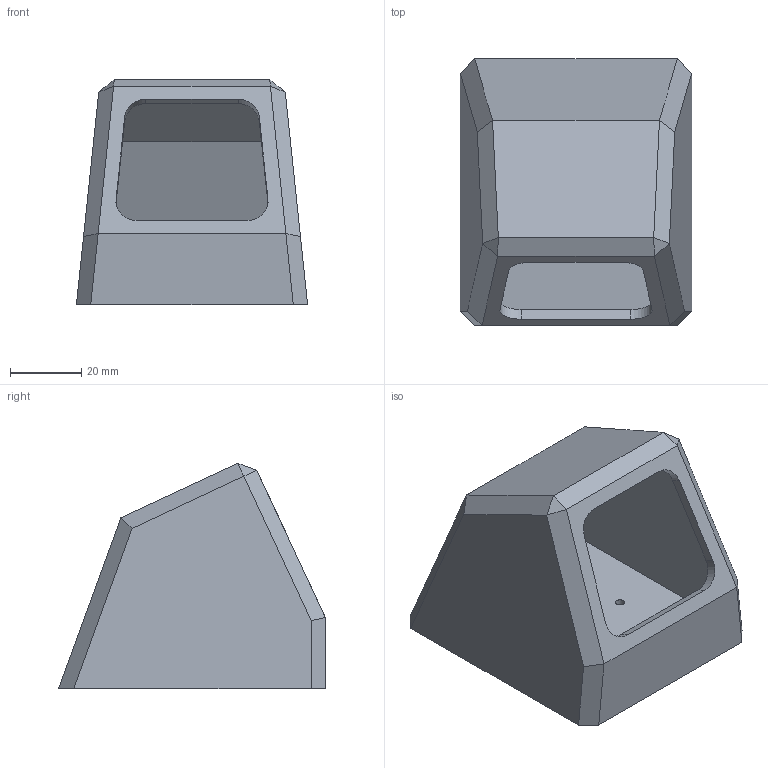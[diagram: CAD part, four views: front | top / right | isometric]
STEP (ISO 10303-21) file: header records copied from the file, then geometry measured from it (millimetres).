
FILE_DESCRIPTION(('FreeCAD Model'),'2;1');
FILE_NAME('Open CASCADE Shape Model','2022-05-02T23:04:29',(''),(''), 'Open CASCADE STEP processor 7.5','FreeCAD','Unknown');
FILE_SCHEMA(('AUTOMOTIVE_DESIGN { 1 0 10303 214 1 1 1 1 }'));
Length unit declared in the file: millimetre
Products named in the file (1): Tip_Cleaner
Bounding box: 65 x 75 x 63.31 mm (x, y, z)
Volume: 49977.5 mm3; surface area: 33860.9 mm2
Topology: 1 solids, 1 shells, 46 faces, 120 edges, 78 vertices
Faces by surface type: plane 40, cylinder 6
Full cylindrical faces by diameter (mm): 2.5 x2
Entity records: 1418 total; most frequent: CARTESIAN_POINT 245, ORIENTED_EDGE 240, DIRECTION 226, EDGE_CURVE 120, LINE 108, VECTOR 108, VERTEX_POINT 78, AXIS2_PLACEMENT_3D 59
